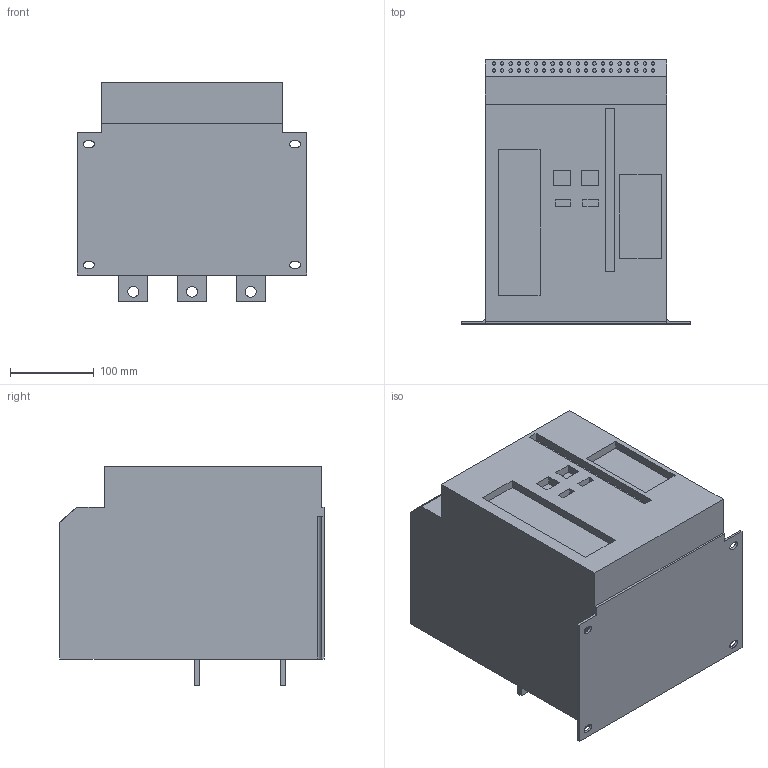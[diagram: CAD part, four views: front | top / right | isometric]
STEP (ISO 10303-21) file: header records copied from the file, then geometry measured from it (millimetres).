
FILE_DESCRIPTION((''),'2;1');
FILE_NAME('NA1-1000-200-F3','2019-04-26T',('hyha'),(''),'CREO PARAMETRIC BY PTC INC, 2015480','CREO PARAMETRIC BY PTC INC, 2015480','');
FILE_SCHEMA(('AUTOMOTIVE_DESIGN { 1 0 10303 214 1 1 1 1 }'));
Length unit declared in the file: millimetre
Products named in the file (1): NA1-1000-200-F3
Bounding box: 274 x 315 x 262 mm (x, y, z)
Volume: 14908578.8 mm3; surface area: 425727.8 mm2
Topology: 1 solids, 1 shells, 224 faces, 507 edges, 338 vertices
Faces by surface type: plane 122, cylinder 94, extrusion 8
Entity records: 6883 total; most frequent: CARTESIAN_POINT 1775, ORIENTED_EDGE 1014, DIRECTION 975, EDGE_CURVE 507, VERTEX_POINT 338, AXIS2_PLACEMENT_3D 332, VECTOR 311, LINE 303
